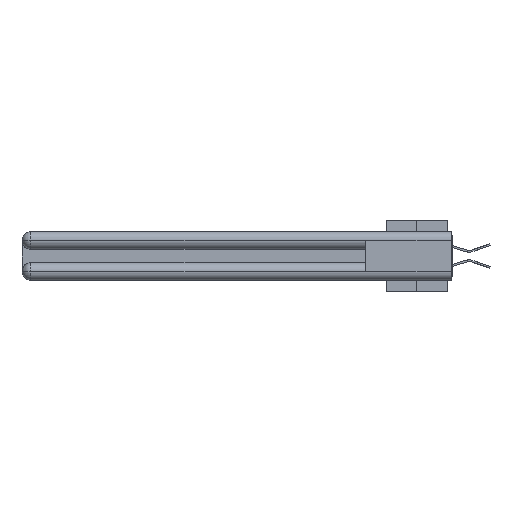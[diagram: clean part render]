
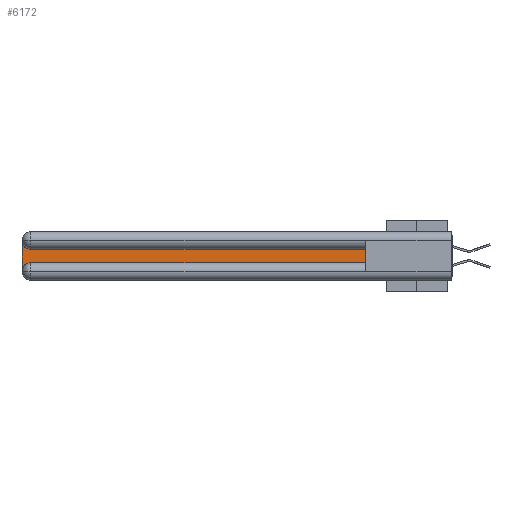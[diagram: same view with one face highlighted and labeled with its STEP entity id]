
A CAD part, left-side view. The second image highlights one B-rep face of the part: STEP entity #6172.
In plain terms, the highlighted planar face has unit normal (-1, 0, 0).
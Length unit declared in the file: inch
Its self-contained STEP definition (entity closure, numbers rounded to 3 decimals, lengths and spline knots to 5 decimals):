
#513 = EDGE_CURVE ( 'NONE', #37849, #36512, #30574, .T. ) ;
#1870 = DIRECTION ( 'NONE',  ( 1., 0., 0. ) ) ;
#2563 = CARTESIAN_POINT ( 'NONE',  ( 0.075, 3., -0.2175 ) ) ;
#4195 = CARTESIAN_POINT ( 'NONE',  ( 0.075, 0.6, -0.1225 ) ) ;
#5968 = LINE ( 'NONE', #40683, #17098 ) ;
#6172 = ADVANCED_FACE ( 'NONE', ( #41638 ), #32691, .F. ) ;
#7524 = ORIENTED_EDGE ( 'NONE', *, *, #42351, .T. ) ;
#9087 = ORIENTED_EDGE ( 'NONE', *, *, #44253, .T. ) ;
#9267 = CIRCLE ( 'NONE', #35512, 0.06 ) ;
#9691 = CARTESIAN_POINT ( 'NONE',  ( 0.075, 2.94, -0.2175 ) ) ;
#13789 = CARTESIAN_POINT ( 'NONE',  ( 0.075, 0.6, -0.1225 ) ) ;
#13923 = VERTEX_POINT ( 'NONE', #16724 ) ;
#14186 = CARTESIAN_POINT ( 'NONE',  ( 0.075, 2.94, -0.0625 ) ) ;
#16402 = VERTEX_POINT ( 'NONE', #41902 ) ;
#16724 = CARTESIAN_POINT ( 'NONE',  ( 0.075, 3., -0.0625 ) ) ;
#17098 = VECTOR ( 'NONE', #26635, 39.37008 ) ;
#17504 = VECTOR ( 'NONE', #42392, 39.37008 ) ;
#17648 = CARTESIAN_POINT ( 'NONE',  ( 0.075, 0.6, -0.2175 ) ) ;
#17876 = DIRECTION ( 'NONE',  ( 0., 0., -1. ) ) ;
#18272 = LINE ( 'NONE', #2563, #20205 ) ;
#20205 = VECTOR ( 'NONE', #20411, 39.37008 ) ;
#20411 = DIRECTION ( 'NONE',  ( 0., 0., -1. ) ) ;
#21188 = EDGE_CURVE ( 'NONE', #37146, #34783, #5968, .T. ) ;
#22356 = DIRECTION ( 'NONE',  ( 0., 0., -1. ) ) ;
#24326 = CARTESIAN_POINT ( 'NONE',  ( 0.075, 0.6, -0.2175 ) ) ;
#25503 = EDGE_CURVE ( 'NONE', #36512, #37146, #32423, .T. ) ;
#26375 = AXIS2_PLACEMENT_3D ( 'NONE', #43985, #1870, #33299 ) ;
#26635 = DIRECTION ( 'NONE',  ( 0., 0., 1. ) ) ;
#29576 = VECTOR ( 'NONE', #35472, 39.37008 ) ;
#30574 = CIRCLE ( 'NONE', #26375, 0.06 ) ;
#32423 = LINE ( 'NONE', #17648, #17504 ) ;
#32691 = PLANE ( 'NONE',  #41955 ) ;
#33299 = DIRECTION ( 'NONE',  ( 0., 0., -1. ) ) ;
#34754 = CARTESIAN_POINT ( 'NONE',  ( 0.075, 3., -0.2775 ) ) ;
#34783 = VERTEX_POINT ( 'NONE', #13789 ) ;
#35472 = DIRECTION ( 'NONE',  ( 0., 1., 0. ) ) ;
#35512 = AXIS2_PLACEMENT_3D ( 'NONE', #14186, #39197, #17876 ) ;
#36512 = VERTEX_POINT ( 'NONE', #9691 ) ;
#37023 = ORIENTED_EDGE ( 'NONE', *, *, #513, .T. ) ;
#37146 = VERTEX_POINT ( 'NONE', #24326 ) ;
#37849 = VERTEX_POINT ( 'NONE', #34754 ) ;
#38458 = ORIENTED_EDGE ( 'NONE', *, *, #21188, .T. ) ;
#39041 = ORIENTED_EDGE ( 'NONE', *, *, #25503, .T. ) ;
#39197 = DIRECTION ( 'NONE',  ( 1., 0., 0. ) ) ;
#39515 = DIRECTION ( 'NONE',  ( 1., 0., 0. ) ) ;
#40683 = CARTESIAN_POINT ( 'NONE',  ( 0.075, 0.6, -0.2175 ) ) ;
#41638 = FACE_OUTER_BOUND ( 'NONE', #41904, .T. ) ;
#41757 = LINE ( 'NONE', #4195, #29576 ) ;
#41902 = CARTESIAN_POINT ( 'NONE',  ( 0.075, 2.94, -0.1225 ) ) ;
#41904 = EDGE_LOOP ( 'NONE', ( #9087, #7524, #44750, #37023, #39041, #38458 ) ) ;
#41955 = AXIS2_PLACEMENT_3D ( 'NONE', #43532, #39515, #22356 ) ;
#42227 = EDGE_CURVE ( 'NONE', #13923, #37849, #18272, .T. ) ;
#42351 = EDGE_CURVE ( 'NONE', #16402, #13923, #9267, .T. ) ;
#42392 = DIRECTION ( 'NONE',  ( 0., -1., 0. ) ) ;
#43532 = CARTESIAN_POINT ( 'NONE',  ( 0.075, 3., -0.1225 ) ) ;
#43985 = CARTESIAN_POINT ( 'NONE',  ( 0.075, 2.94, -0.2775 ) ) ;
#44253 = EDGE_CURVE ( 'NONE', #34783, #16402, #41757, .T. ) ;
#44750 = ORIENTED_EDGE ( 'NONE', *, *, #42227, .T. ) ;
